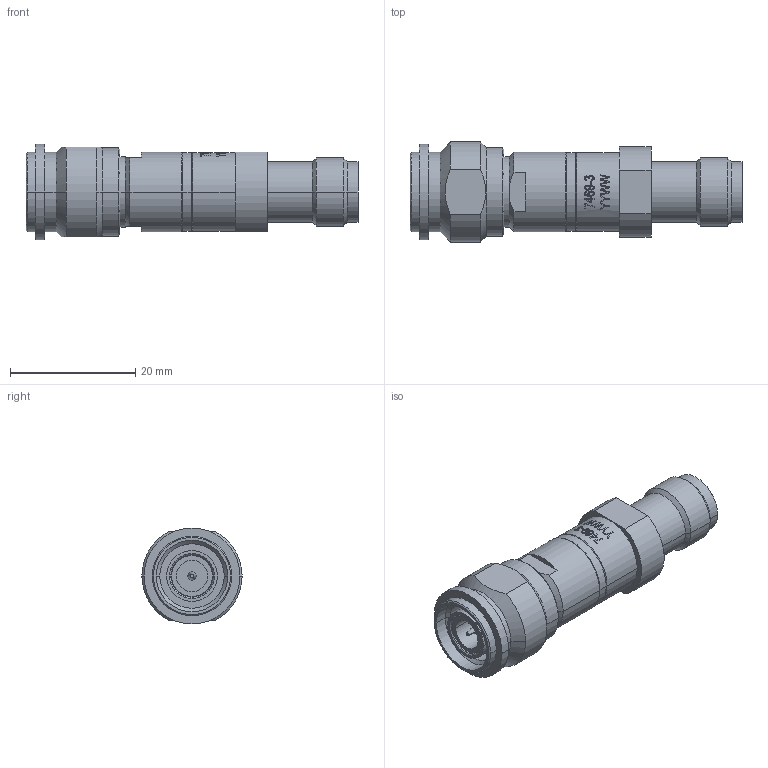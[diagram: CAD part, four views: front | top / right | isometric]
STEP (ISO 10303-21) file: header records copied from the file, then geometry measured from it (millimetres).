
FILE_DESCRIPTION (( 'STEP AP214' ), '1' );
FILE_NAME ('LCAT7469-3_3D.step', '2023-05-10T14:50:24', ( '' ), ( '' ), 'SwSTEP 2.0', 'SolidWorks 2022', '' );
FILE_SCHEMA (( 'AUTOMOTIVE_DESIGN' ));
Length unit declared in the file: inch
Products named in the file (4): tnc female^LCAT7469-3; LCAT7469-3_3D; threaded union^LCAT7469-3; tnc male^LCAT7469-3
Assembly tree (3 placements, depth 2):
  LCAT7469-3_3D
    tnc male^LCAT7469-3
    threaded union^LCAT7469-3
    tnc female^LCAT7469-3
Bounding box: 53 x 16 x 15.3 mm (x, y, z)
Volume: 6961.8 mm3; surface area: 4882.7 mm2
Topology: 3 solids, 3 shells, 153 faces, 425 edges, 307 vertices
Faces by surface type: cylinder 71, cone 50, plane 32
Entity records: 6338 total; most frequent: CARTESIAN_POINT 2041, ORIENTED_EDGE 850, DIRECTION 837, EDGE_CURVE 425, AXIS2_PLACEMENT_3D 350, VERTEX_POINT 307, CIRCLE 191, EDGE_LOOP 182
